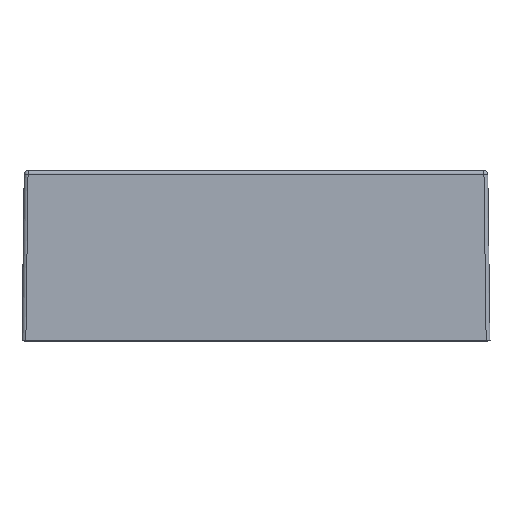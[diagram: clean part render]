
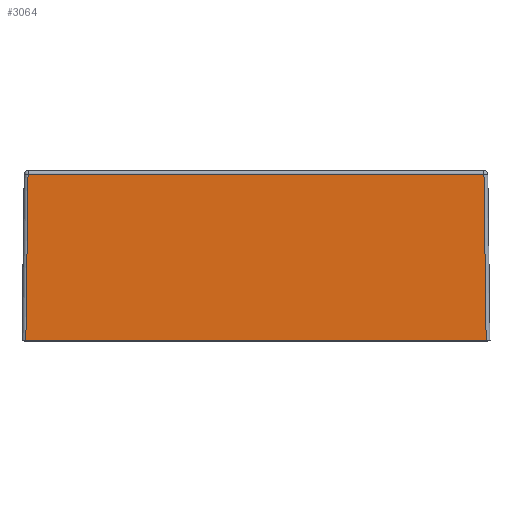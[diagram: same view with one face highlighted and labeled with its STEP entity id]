
A CAD part, left-side view. The second image highlights one B-rep face of the part: STEP entity #3064.
In plain terms, the highlighted planar face has unit normal (-1, 0, 0.013).
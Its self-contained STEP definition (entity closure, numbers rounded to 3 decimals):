
#184 = PLANE('',#185);
#185 = AXIS2_PLACEMENT_3D('',#186,#187,#188);
#186 = CARTESIAN_POINT('',(0.,0.,0.));
#187 = DIRECTION('',(-0.,-0.,-1.));
#188 = DIRECTION('',(-1.,0.,0.));
#514 = CYLINDRICAL_SURFACE('',#515,0.5);
#515 = AXIS2_PLACEMENT_3D('',#516,#517,#518);
#516 = CARTESIAN_POINT('',(-22.288,-29.788,
    -0.013));
#517 = DIRECTION('',(0.013,0.013,
    1.));
#518 = DIRECTION('',(0.,-1.,
    0.013));
#720 = VERTEX_POINT('',#721);
#721 = CARTESIAN_POINT('',(-22.788,-29.788,
    0.));
#745 = EDGE_CURVE('',#720,#746,#748,.T.);
#746 = VERTEX_POINT('',#747);
#747 = CARTESIAN_POINT('',(-22.788,29.788,
    0.));
#748 = SURFACE_CURVE('',#749,(#753,#760),.PCURVE_S1.);
#749 = LINE('',#750,#751);
#750 = CARTESIAN_POINT('',(-22.788,-15.,0.));
#751 = VECTOR('',#752,1.);
#752 = DIRECTION('',(0.,1.,0.));
#753 = PCURVE('',#184,#754);
#754 = DEFINITIONAL_REPRESENTATION('',(#755),#759);
#755 = LINE('',#756,#757);
#756 = CARTESIAN_POINT('',(22.788,-15.));
#757 = VECTOR('',#758,1.);
#758 = DIRECTION('',(0.,1.));
#759 = ( GEOMETRIC_REPRESENTATION_CONTEXT(2) 
PARAMETRIC_REPRESENTATION_CONTEXT() REPRESENTATION_CONTEXT('2D SPACE',''
  ) );
#760 = PCURVE('',#761,#766);
#761 = PLANE('',#762);
#762 = AXIS2_PLACEMENT_3D('',#763,#764,#765);
#763 = CARTESIAN_POINT('',(-22.788,-30.,0.002));
#764 = DIRECTION('',(-1.,0.,0.013));
#765 = DIRECTION('',(0.,1.,0.));
#766 = DEFINITIONAL_REPRESENTATION('',(#767),#771);
#767 = LINE('',#768,#769);
#768 = CARTESIAN_POINT('',(15.,0.002));
#769 = VECTOR('',#770,1.);
#770 = DIRECTION('',(1.,0.));
#771 = ( GEOMETRIC_REPRESENTATION_CONTEXT(2) 
PARAMETRIC_REPRESENTATION_CONTEXT() REPRESENTATION_CONTEXT('2D SPACE',''
  ) );
#788 = CYLINDRICAL_SURFACE('',#789,0.5);
#789 = AXIS2_PLACEMENT_3D('',#790,#791,#792);
#790 = CARTESIAN_POINT('',(-22.288,29.788,
    -0.013));
#791 = DIRECTION('',(0.013,-0.013,
    1.));
#792 = DIRECTION('',(-1.,0.,
    0.013));
#976 = CYLINDRICAL_SURFACE('',#977,0.5);
#977 = AXIS2_PLACEMENT_3D('',#978,#979,#980);
#978 = CARTESIAN_POINT('',(-22.007,-30.,21.5));
#979 = DIRECTION('',(0.,1.,0.));
#980 = DIRECTION('',(0.,0.,1.));
#2434 = EDGE_CURVE('',#720,#2435,#2437,.T.);
#2435 = VERTEX_POINT('',#2436);
#2436 = CARTESIAN_POINT('',(-22.506,-29.507,
    21.507));
#2437 = SURFACE_CURVE('',#2438,(#2442,#2449),.PCURVE_S1.);
#2438 = LINE('',#2439,#2440);
#2439 = CARTESIAN_POINT('',(-22.788,-29.788,
    -0.007));
#2440 = VECTOR('',#2441,1.);
#2441 = DIRECTION('',(0.013,0.013,
    1.));
#2442 = PCURVE('',#514,#2443);
#2443 = DEFINITIONAL_REPRESENTATION('',(#2444),#2448);
#2444 = LINE('',#2445,#2446);
#2445 = CARTESIAN_POINT('',(-1.571,0.));
#2446 = VECTOR('',#2447,1.);
#2447 = DIRECTION('',(-0.,1.));
#2448 = ( GEOMETRIC_REPRESENTATION_CONTEXT(2) 
PARAMETRIC_REPRESENTATION_CONTEXT() REPRESENTATION_CONTEXT('2D SPACE',''
  ) );
#2449 = PCURVE('',#761,#2450);
#2450 = DEFINITIONAL_REPRESENTATION('',(#2451),#2455);
#2451 = LINE('',#2452,#2453);
#2452 = CARTESIAN_POINT('',(0.212,0.008));
#2453 = VECTOR('',#2454,1.);
#2454 = DIRECTION('',(0.013,-1.));
#2455 = ( GEOMETRIC_REPRESENTATION_CONTEXT(2) 
PARAMETRIC_REPRESENTATION_CONTEXT() REPRESENTATION_CONTEXT('2D SPACE',''
  ) );
#2942 = VERTEX_POINT('',#2943);
#2943 = CARTESIAN_POINT('',(-22.506,29.507,
    21.507));
#2970 = EDGE_CURVE('',#746,#2942,#2971,.T.);
#2971 = SURFACE_CURVE('',#2972,(#2976,#2983),.PCURVE_S1.);
#2972 = LINE('',#2973,#2974);
#2973 = CARTESIAN_POINT('',(-22.788,29.788,
    -0.007));
#2974 = VECTOR('',#2975,1.);
#2975 = DIRECTION('',(0.013,-0.013,
    1.));
#2976 = PCURVE('',#788,#2977);
#2977 = DEFINITIONAL_REPRESENTATION('',(#2978),#2982);
#2978 = LINE('',#2979,#2980);
#2979 = CARTESIAN_POINT('',(-0.,0.));
#2980 = VECTOR('',#2981,1.);
#2981 = DIRECTION('',(-0.,1.));
#2982 = ( GEOMETRIC_REPRESENTATION_CONTEXT(2) 
PARAMETRIC_REPRESENTATION_CONTEXT() REPRESENTATION_CONTEXT('2D SPACE',''
  ) );
#2983 = PCURVE('',#761,#2984);
#2984 = DEFINITIONAL_REPRESENTATION('',(#2985),#2989);
#2985 = LINE('',#2986,#2987);
#2986 = CARTESIAN_POINT('',(59.788,0.008));
#2987 = VECTOR('',#2988,1.);
#2988 = DIRECTION('',(-0.013,-1.));
#2989 = ( GEOMETRIC_REPRESENTATION_CONTEXT(2) 
PARAMETRIC_REPRESENTATION_CONTEXT() REPRESENTATION_CONTEXT('2D SPACE',''
  ) );
#3064 = ADVANCED_FACE('',(#3065),#761,.T.);
#3065 = FACE_BOUND('',#3066,.T.);
#3066 = EDGE_LOOP('',(#3067,#3068,#3069,#3090));
#3067 = ORIENTED_EDGE('',*,*,#745,.F.);
#3068 = ORIENTED_EDGE('',*,*,#2434,.T.);
#3069 = ORIENTED_EDGE('',*,*,#3070,.T.);
#3070 = EDGE_CURVE('',#2435,#2942,#3071,.T.);
#3071 = SURFACE_CURVE('',#3072,(#3076,#3083),.PCURVE_S1.);
#3072 = LINE('',#3073,#3074);
#3073 = CARTESIAN_POINT('',(-22.506,-30.,21.507));
#3074 = VECTOR('',#3075,1.);
#3075 = DIRECTION('',(0.,1.,0.));
#3076 = PCURVE('',#761,#3077);
#3077 = DEFINITIONAL_REPRESENTATION('',(#3078),#3082);
#3078 = LINE('',#3079,#3080);
#3079 = CARTESIAN_POINT('',(0.,-21.507));
#3080 = VECTOR('',#3081,1.);
#3081 = DIRECTION('',(1.,0.));
#3082 = ( GEOMETRIC_REPRESENTATION_CONTEXT(2) 
PARAMETRIC_REPRESENTATION_CONTEXT() REPRESENTATION_CONTEXT('2D SPACE',''
  ) );
#3083 = PCURVE('',#976,#3084);
#3084 = DEFINITIONAL_REPRESENTATION('',(#3085),#3089);
#3085 = LINE('',#3086,#3087);
#3086 = CARTESIAN_POINT('',(-1.558,0.));
#3087 = VECTOR('',#3088,1.);
#3088 = DIRECTION('',(-0.,1.));
#3089 = ( GEOMETRIC_REPRESENTATION_CONTEXT(2) 
PARAMETRIC_REPRESENTATION_CONTEXT() REPRESENTATION_CONTEXT('2D SPACE',''
  ) );
#3090 = ORIENTED_EDGE('',*,*,#2970,.F.);
